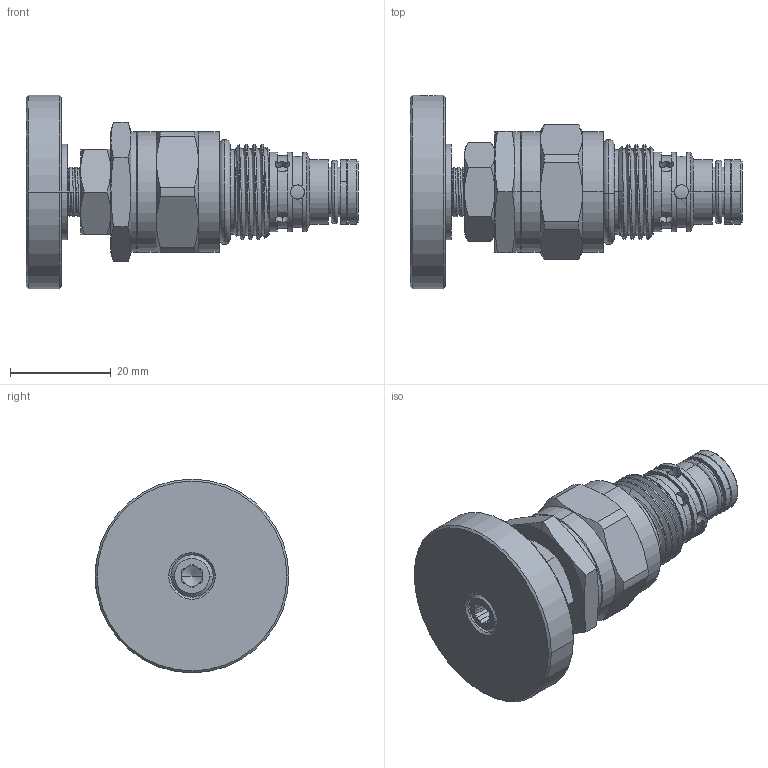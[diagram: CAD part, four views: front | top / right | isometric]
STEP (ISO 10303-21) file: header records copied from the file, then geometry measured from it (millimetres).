
FILE_DESCRIPTION (( 'STEP AP203' ), '1' );
FILE_NAME ('NC08W20-E.STEP', '2016-06-07T07:05:20', ( '' ), ( '' ), 'SwSTEP 2.0', 'SolidWorks 2012', '' );
FILE_SCHEMA (( 'CONFIG_CONTROL_DESIGN' ));
Length unit declared in the file: millimetre
Products named in the file (1): NC08W20-E
Bounding box: 65.81 x 38.4 x 38.4 mm (x, y, z)
Volume: 24920 mm3; surface area: 10306.3 mm2
Topology: 6 solids, 6 shells, 343 faces, 904 edges, 575 vertices
Faces by surface type: cylinder 174, plane 89, cone 63, torus 10, bspline 7
Entity records: 26685 total; most frequent: CARTESIAN_POINT 18853, ORIENTED_EDGE 1800, DIRECTION 1456, EDGE_CURVE 900, VERTEX_POINT 575, AXIS2_PLACEMENT_3D 561, EDGE_LOOP 361, FACE_OUTER_BOUND 343
